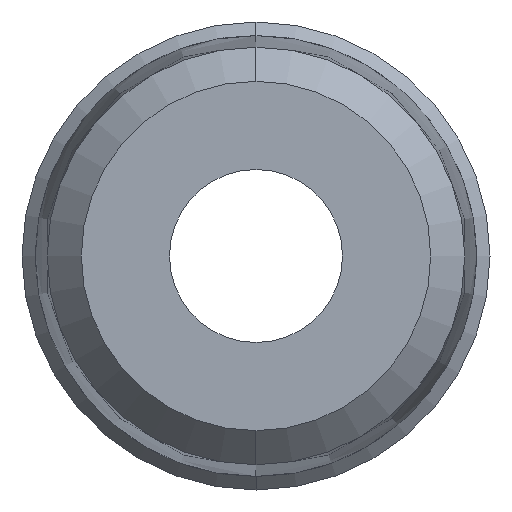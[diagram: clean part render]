
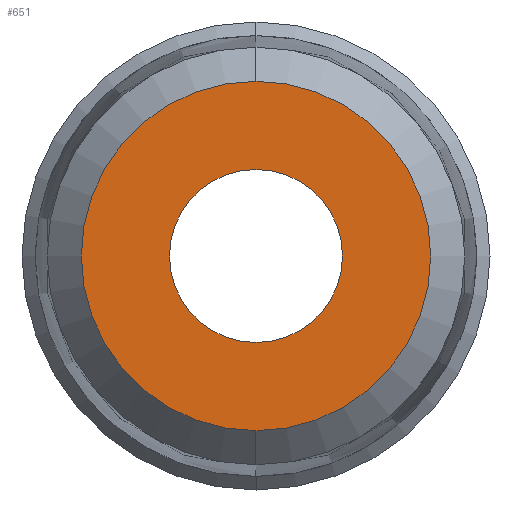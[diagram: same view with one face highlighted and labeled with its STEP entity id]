
A CAD part, left-side view. The second image highlights one B-rep face of the part: STEP entity #651.
In plain terms, the highlighted planar face has unit normal (-1, 0, 0).
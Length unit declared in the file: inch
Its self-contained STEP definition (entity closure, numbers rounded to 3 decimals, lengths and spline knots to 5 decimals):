
#84 = AXIS2_PLACEMENT_3D ( 'NONE', #914, #768, #1608 ) ;
#136 = CIRCLE ( 'NONE', #941, 0.0795 ) ;
#166 = DIRECTION ( 'NONE',  ( 0., 0., -1. ) ) ;
#182 = EDGE_CURVE ( 'NONE', #499, #1808, #1202, .T. ) ;
#265 = CARTESIAN_POINT ( 'NONE',  ( -0.98, 0., 0. ) ) ;
#270 = ORIENTED_EDGE ( 'NONE', *, *, #898, .F. ) ;
#337 = DIRECTION ( 'NONE',  ( 0., 0., 1. ) ) ;
#439 = DIRECTION ( 'NONE',  ( 1., 0., 0. ) ) ;
#451 = ORIENTED_EDGE ( 'NONE', *, *, #182, .F. ) ;
#499 = VERTEX_POINT ( 'NONE', #1425 ) ;
#501 = VERTEX_POINT ( 'NONE', #1694 ) ;
#558 = ORIENTED_EDGE ( 'NONE', *, *, #886, .F. ) ;
#614 = FACE_BOUND ( 'NONE', #1640, .T. ) ;
#622 = DIRECTION ( 'NONE',  ( 0., 0., -1. ) ) ;
#643 = DIRECTION ( 'NONE',  ( -1., 0., 0. ) ) ;
#651 = ADVANCED_FACE ( 'NONE', ( #834, #614 ), #1031, .T. ) ;
#658 = VERTEX_POINT ( 'NONE', #870 ) ;
#768 = DIRECTION ( 'NONE',  ( -1., 0., 0. ) ) ;
#779 = DIRECTION ( 'NONE',  ( 0., 0., -1. ) ) ;
#834 = FACE_OUTER_BOUND ( 'NONE', #1111, .T. ) ;
#870 = CARTESIAN_POINT ( 'NONE',  ( -0.98, 0., 0.1605 ) ) ;
#886 = EDGE_CURVE ( 'NONE', #658, #501, #1369, .T. ) ;
#898 = EDGE_CURVE ( 'NONE', #1808, #499, #136, .T. ) ;
#914 = CARTESIAN_POINT ( 'NONE',  ( -0.98, 0., 0. ) ) ;
#941 = AXIS2_PLACEMENT_3D ( 'NONE', #1072, #643, #779 ) ;
#971 = EDGE_CURVE ( 'NONE', #501, #658, #1609, .T. ) ;
#980 = CARTESIAN_POINT ( 'NONE',  ( -0.98, 0., -0.0795 ) ) ;
#1024 = AXIS2_PLACEMENT_3D ( 'NONE', #265, #1260, #166 ) ;
#1031 = PLANE ( 'NONE',  #1620 ) ;
#1072 = CARTESIAN_POINT ( 'NONE',  ( -0.98, 0., 0. ) ) ;
#1076 = AXIS2_PLACEMENT_3D ( 'NONE', #1301, #439, #622 ) ;
#1111 = EDGE_LOOP ( 'NONE', ( #1675, #558 ) ) ;
#1171 = DIRECTION ( 'NONE',  ( -1., 0., 0. ) ) ;
#1178 = CARTESIAN_POINT ( 'NONE',  ( -0.98, 0.1605, 0. ) ) ;
#1202 = CIRCLE ( 'NONE', #84, 0.0795 ) ;
#1260 = DIRECTION ( 'NONE',  ( 1., 0., 0. ) ) ;
#1301 = CARTESIAN_POINT ( 'NONE',  ( -0.98, 0., 0. ) ) ;
#1369 = CIRCLE ( 'NONE', #1076, 0.1605 ) ;
#1425 = CARTESIAN_POINT ( 'NONE',  ( -0.98, 0., 0.0795 ) ) ;
#1608 = DIRECTION ( 'NONE',  ( 0., 0., -1. ) ) ;
#1609 = CIRCLE ( 'NONE', #1024, 0.1605 ) ;
#1620 = AXIS2_PLACEMENT_3D ( 'NONE', #1178, #1171, #337 ) ;
#1640 = EDGE_LOOP ( 'NONE', ( #451, #270 ) ) ;
#1675 = ORIENTED_EDGE ( 'NONE', *, *, #971, .F. ) ;
#1694 = CARTESIAN_POINT ( 'NONE',  ( -0.98, 0., -0.1605 ) ) ;
#1808 = VERTEX_POINT ( 'NONE', #980 ) ;
